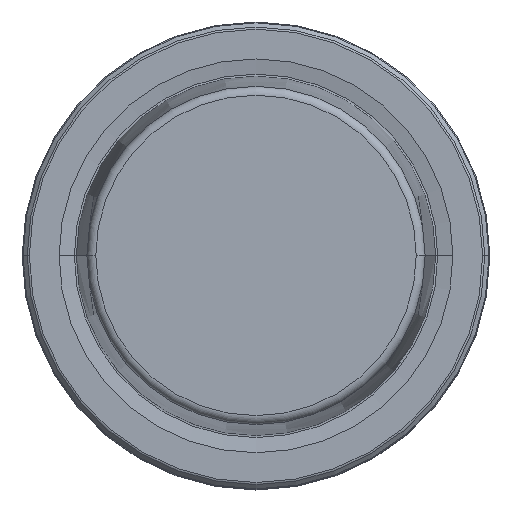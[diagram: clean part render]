
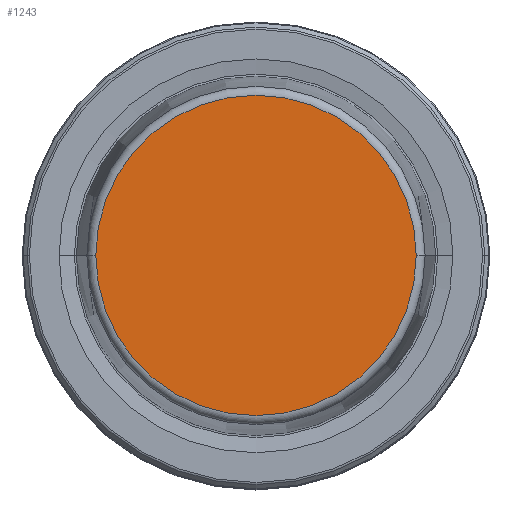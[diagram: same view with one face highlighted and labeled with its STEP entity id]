
A CAD part, top view. The second image highlights one B-rep face of the part: STEP entity #1243.
In plain terms, the highlighted planar face has unit normal (0, 0, 1).
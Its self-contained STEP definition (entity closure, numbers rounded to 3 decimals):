
#3 = CIRCLE ( 'NONE', #635, 21.581 ) ;
#31 = DIRECTION ( 'NONE',  ( 1., 0., 0. ) ) ;
#57 = PLANE ( 'NONE',  #507 ) ;
#146 = DIRECTION ( 'NONE',  ( -1., 0., 0. ) ) ;
#252 = EDGE_CURVE ( 'NONE', #1115, #326, #886, .T. ) ;
#326 = VERTEX_POINT ( 'NONE', #745 ) ;
#423 = CARTESIAN_POINT ( 'NONE',  ( 21.581, 0., 31.9 ) ) ;
#437 = CARTESIAN_POINT ( 'NONE',  ( 0., 0., 31.9 ) ) ;
#476 = EDGE_LOOP ( 'NONE', ( #1203, #920 ) ) ;
#507 = AXIS2_PLACEMENT_3D ( 'NONE', #437, #744, #146 ) ;
#543 = CARTESIAN_POINT ( 'NONE',  ( 0., 0., 31.9 ) ) ;
#621 = DIRECTION ( 'NONE',  ( 0., 0., 1. ) ) ;
#635 = AXIS2_PLACEMENT_3D ( 'NONE', #1191, #621, #31 ) ;
#657 = DIRECTION ( 'NONE',  ( 1., 0., 0. ) ) ;
#744 = DIRECTION ( 'NONE',  ( 0., 0., -1. ) ) ;
#745 = CARTESIAN_POINT ( 'NONE',  ( -21.581, 0., 31.9 ) ) ;
#886 = CIRCLE ( 'NONE', #1051, 21.581 ) ;
#920 = ORIENTED_EDGE ( 'NONE', *, *, #1059, .T. ) ;
#1051 = AXIS2_PLACEMENT_3D ( 'NONE', #543, #1229, #657 ) ;
#1059 = EDGE_CURVE ( 'NONE', #326, #1115, #3, .T. ) ;
#1115 = VERTEX_POINT ( 'NONE', #423 ) ;
#1118 = FACE_OUTER_BOUND ( 'NONE', #476, .T. ) ;
#1191 = CARTESIAN_POINT ( 'NONE',  ( 0., 0., 31.9 ) ) ;
#1203 = ORIENTED_EDGE ( 'NONE', *, *, #252, .T. ) ;
#1229 = DIRECTION ( 'NONE',  ( 0., 0., 1. ) ) ;
#1243 = ADVANCED_FACE ( 'NONE', ( #1118 ), #57, .F. ) ;
